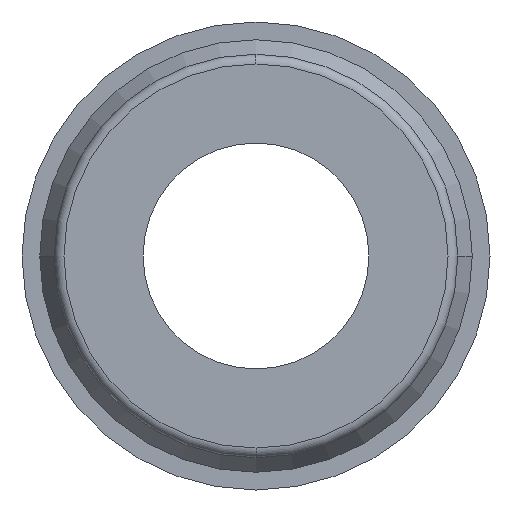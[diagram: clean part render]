
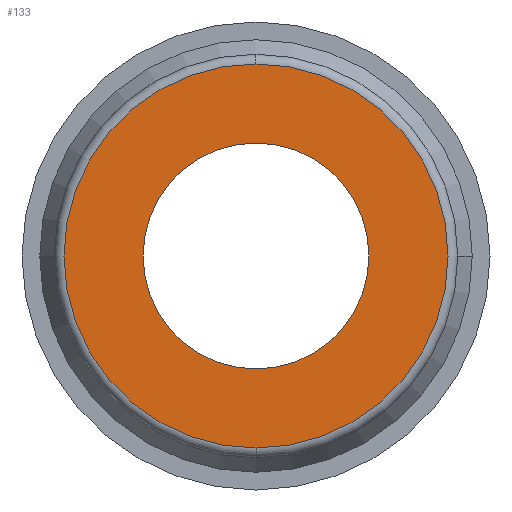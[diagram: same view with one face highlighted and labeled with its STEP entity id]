
A CAD part, front view. The second image highlights one B-rep face of the part: STEP entity #133.
In plain terms, the highlighted planar face has unit normal (0, -1, 0).
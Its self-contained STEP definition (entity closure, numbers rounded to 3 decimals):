
#133=ADVANCED_FACE('',(#271,#272),#273,.T.);
#271=FACE_BOUND('',#408,.T.);
#272=FACE_OUTER_BOUND('',#409,.T.);
#273=PLANE('',#410);
#408=EDGE_LOOP('',(#709,#710));
#409=EDGE_LOOP('',(#711,#712,#713));
#410=AXIS2_PLACEMENT_3D('',#714,#715,#716);
#709=ORIENTED_EDGE('',*,*,#807,.T.);
#710=ORIENTED_EDGE('',*,*,#827,.T.);
#711=ORIENTED_EDGE('',*,*,#868,.F.);
#712=ORIENTED_EDGE('',*,*,#867,.F.);
#713=ORIENTED_EDGE('',*,*,#876,.F.);
#714=CARTESIAN_POINT('',(2.975,0.0,0.0));
#715=DIRECTION('',(-0.0,-1.0,-0.0));
#716=DIRECTION('',(-1.0,0.0,0.0));
#807=EDGE_CURVE('',#964,#962,#965,.T.);
#827=EDGE_CURVE('',#962,#964,#989,.T.);
#867=EDGE_CURVE('',#1039,#1041,#1042,.T.);
#868=EDGE_CURVE('',#1041,#1043,#1044,.T.);
#876=EDGE_CURVE('',#1043,#1039,#1053,.T.);
#962=VERTEX_POINT('',#1153);
#964=VERTEX_POINT('',#1156);
#965=CIRCLE('',#1157,3.5);
#989=CIRCLE('',#1186,3.5);
#1039=VERTEX_POINT('',#1246);
#1041=VERTEX_POINT('',#1248);
#1042=CIRCLE('',#1249,5.95);
#1043=VERTEX_POINT('',#1250);
#1044=CIRCLE('',#1251,5.95);
#1053=CIRCLE('',#1260,5.95);
#1153=CARTESIAN_POINT('',(3.5,0.0,0.));
#1156=CARTESIAN_POINT('',(-3.5,0.0,0.));
#1157=AXIS2_PLACEMENT_3D('',#1346,#1347,#1348);
#1186=AXIS2_PLACEMENT_3D('',#1378,#1379,#1380);
#1246=CARTESIAN_POINT('',(0.,0.0,5.95));
#1248=CARTESIAN_POINT('',(5.95,0.0,0.0));
#1249=AXIS2_PLACEMENT_3D('',#1439,#1440,#1441);
#1250=CARTESIAN_POINT('',(0.,0.0,-5.95));
#1251=AXIS2_PLACEMENT_3D('',#1442,#1443,#1444);
#1260=AXIS2_PLACEMENT_3D('',#1457,#1458,#1459);
#1346=CARTESIAN_POINT('',(0.0,0.0,0.0));
#1347=DIRECTION('',(-0.0,1.0,0.0));
#1348=DIRECTION('',(1.0,0.0,0.0));
#1378=CARTESIAN_POINT('',(0.0,0.0,0.0));
#1379=DIRECTION('',(-0.0,1.0,0.0));
#1380=DIRECTION('',(1.0,0.0,0.0));
#1439=CARTESIAN_POINT('',(0.0,0.0,0.0));
#1440=DIRECTION('',(-0.0,1.0,0.0));
#1441=DIRECTION('',(1.0,0.0,0.0));
#1442=CARTESIAN_POINT('',(0.0,0.0,0.0));
#1443=DIRECTION('',(-0.0,1.0,0.0));
#1444=DIRECTION('',(1.0,0.0,0.0));
#1457=CARTESIAN_POINT('',(0.0,0.0,0.0));
#1458=DIRECTION('',(-0.0,1.0,0.0));
#1459=DIRECTION('',(1.0,0.0,0.0));
